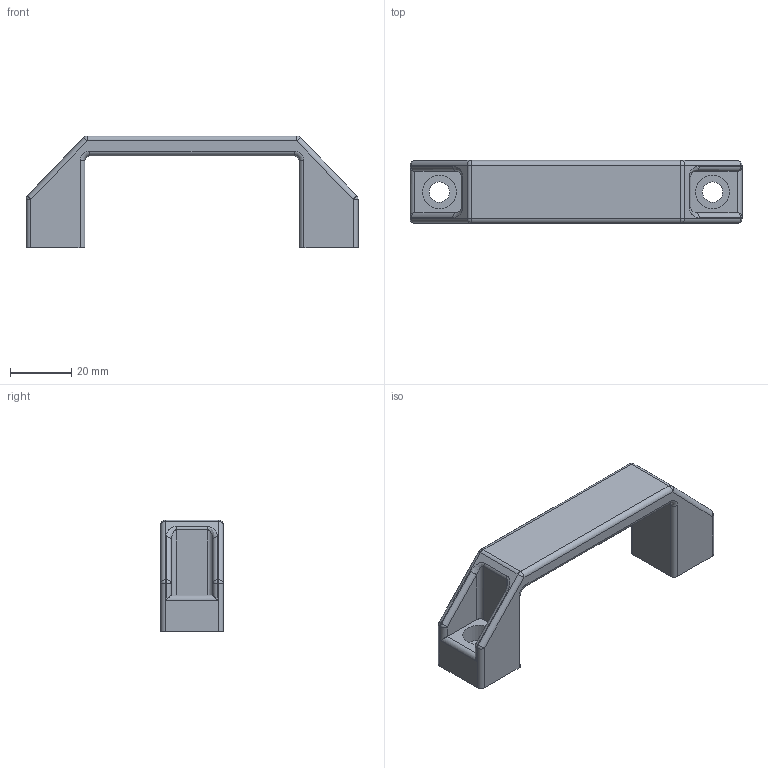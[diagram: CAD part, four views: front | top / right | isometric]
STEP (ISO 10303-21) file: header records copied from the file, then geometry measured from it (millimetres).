
FILE_DESCRIPTION(/* description */ (''),/* implementation_level */ '2;1');
FILE_NAME(/* name */ 'HW1555GC-V-Slot Door Handle.step',/* time_stamp */ '2022-10-11T10:59:31+01:00',/* author */ (''),/* organization */ (''),/* preprocessor_version */ 'ST-DEVELOPER v19',/* originating_system */ 'Autodesk Translation Framework v11.7.0.108',/* authorisation */ '');
FILE_SCHEMA (('AUTOMOTIVE_DESIGN { 1 0 10303 214 3 1 1 }'));
Length unit declared in the file: millimetre
Products named in the file (1): HW1555GC
Bounding box: 108.2 x 20.5 x 36.5 mm (x, y, z)
Volume: 22336 mm3; surface area: 10731.9 mm2
Topology: 1 solids, 1 shells, 86 faces, 190 edges, 108 vertices
Faces by surface type: cylinder 44, plane 22, sphere 12, torus 4, bspline 4
Full cylindrical faces by diameter (mm): 6.6 x2, 11 x2
Entity records: 2490 total; most frequent: CARTESIAN_POINT 501, DIRECTION 448, ORIENTED_EDGE 380, EDGE_CURVE 190, AXIS2_PLACEMENT_3D 175, VERTEX_POINT 108, LINE 98, VECTOR 98
